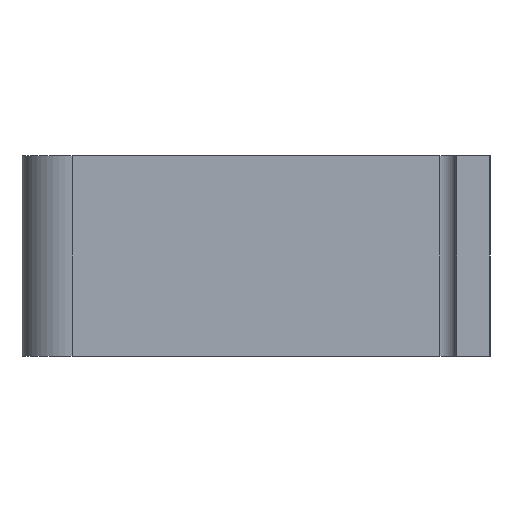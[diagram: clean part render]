
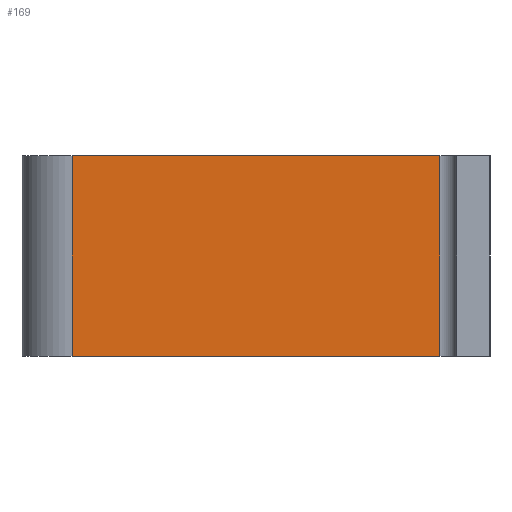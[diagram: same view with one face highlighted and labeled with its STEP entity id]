
A CAD part, left-side view. The second image highlights one B-rep face of the part: STEP entity #169.
In plain terms, the highlighted planar face has unit normal (-1, 0, 0).
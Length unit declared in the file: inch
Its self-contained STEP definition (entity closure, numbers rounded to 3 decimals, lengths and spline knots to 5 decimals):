
#169=ADVANCED_FACE('',(#428),#429,.T.);
#249=EDGE_CURVE('',#441,#468,#543,.T.);
#285=EDGE_CURVE('',#588,#468,#589,.T.);
#311=EDGE_CURVE('',#515,#441,#621,.T.);
#317=EDGE_CURVE('',#588,#515,#628,.T.);
#428=FACE_OUTER_BOUND('',#798,.T.);
#429=PLANE('',#799);
#441=VERTEX_POINT('',#821);
#468=VERTEX_POINT('',#872);
#515=VERTEX_POINT('',#963);
#543=LINE('',#1030,#1031);
#588=VERTEX_POINT('',#1140);
#589=LINE('',#1141,#1142);
#621=LINE('',#1212,#1213);
#628=LINE('',#1230,#1231);
#798=EDGE_LOOP('',(#1346,#1347,#1348,#1349));
#799=AXIS2_PLACEMENT_3D('',#1350,#1351,#1352);
#821=CARTESIAN_POINT('',(0.87503,0.18727,0.75));
#872=CARTESIAN_POINT('',(0.87503,1.56275,0.75));
#963=CARTESIAN_POINT('',(0.87503,0.18727,0.0));
#1030=CARTESIAN_POINT('',(0.87503,1.56275,0.75));
#1031=VECTOR('',#1438,1.0);
#1140=CARTESIAN_POINT('',(0.87503,1.56275,0.0));
#1141=CARTESIAN_POINT('',(0.87503,1.56275,0.0));
#1142=VECTOR('',#1506,1.0);
#1212=CARTESIAN_POINT('',(0.87503,0.18727,0.0));
#1213=VECTOR('',#1564,1.0);
#1230=CARTESIAN_POINT('',(0.87503,1.56275,0.0));
#1231=VECTOR('',#1571,1.0);
#1346=ORIENTED_EDGE('',*,*,#249,.T.);
#1347=ORIENTED_EDGE('',*,*,#285,.F.);
#1348=ORIENTED_EDGE('',*,*,#317,.T.);
#1349=ORIENTED_EDGE('',*,*,#311,.T.);
#1350=CARTESIAN_POINT('',(0.87503,0.87501,0.0));
#1351=DIRECTION('',(-1.0,0.0,0.0));
#1352=DIRECTION('',(0.0,-1.0,0.0));
#1438=DIRECTION('',(0.0,1.0,0.0));
#1506=DIRECTION('',(0.0,0.0,1.0));
#1564=DIRECTION('',(0.0,0.0,1.0));
#1571=DIRECTION('',(0.0,-1.0,0.0));
